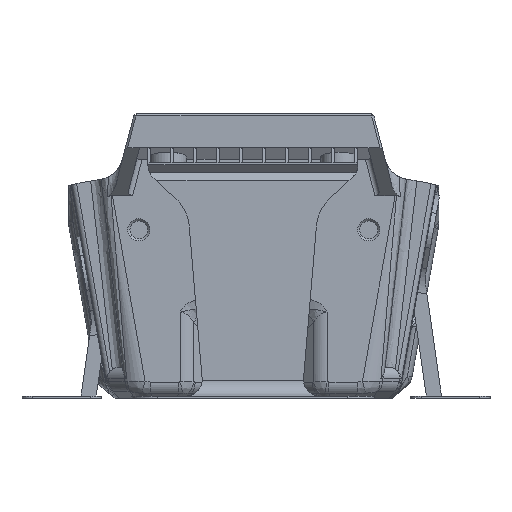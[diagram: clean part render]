
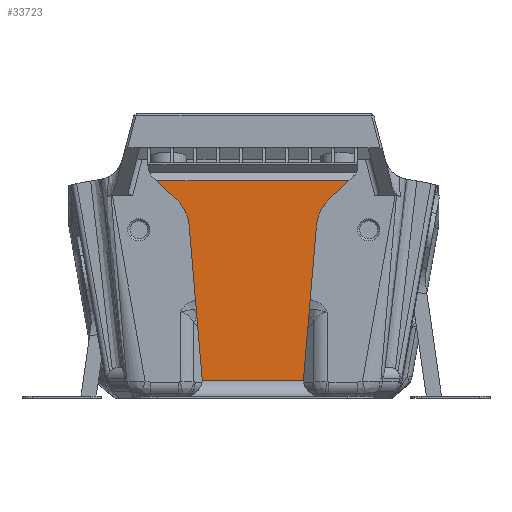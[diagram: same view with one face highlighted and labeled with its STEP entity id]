
A CAD part, front view. The second image highlights one B-rep face of the part: STEP entity #33723.
In plain terms, the highlighted planar face has unit normal (0, -1, 0).
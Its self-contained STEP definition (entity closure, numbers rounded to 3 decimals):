
#1700=LINE('',#51653,#4771);
#1702=LINE('',#51660,#4773);
#1703=LINE('',#51665,#4774);
#1704=LINE('',#51667,#4775);
#1705=LINE('',#51669,#4776);
#1706=LINE('',#51673,#4777);
#4771=VECTOR('',#39768,1000.);
#4773=VECTOR('',#39774,1000.);
#4774=VECTOR('',#39779,1000.);
#4775=VECTOR('',#39780,1000.);
#4776=VECTOR('',#39781,1000.);
#4777=VECTOR('',#39784,1000.);
#7608=PLANE('',#35965);
#10901=ORIENTED_EDGE('',*,*,#20550,.T.);
#10902=ORIENTED_EDGE('',*,*,#20551,.T.);
#10903=ORIENTED_EDGE('',*,*,#20552,.T.);
#10904=ORIENTED_EDGE('',*,*,#20548,.F.);
#10905=ORIENTED_EDGE('',*,*,#20553,.T.);
#10906=ORIENTED_EDGE('',*,*,#20554,.T.);
#10907=ORIENTED_EDGE('',*,*,#20555,.F.);
#10908=ORIENTED_EDGE('',*,*,#20556,.F.);
#10909=ORIENTED_EDGE('',*,*,#20557,.T.);
#10910=ORIENTED_EDGE('',*,*,#20558,.T.);
#20548=EDGE_CURVE('',#25490,#25491,#1700,.T.);
#20550=EDGE_CURVE('',#25492,#25493,#28450,.T.);
#20551=EDGE_CURVE('',#25493,#25494,#1702,.F.);
#20552=EDGE_CURVE('',#25494,#25491,#28451,.T.);
#20553=EDGE_CURVE('',#25490,#25495,#28452,.T.);
#20554=EDGE_CURVE('',#25495,#25496,#1703,.T.);
#20555=EDGE_CURVE('',#25497,#25496,#1704,.T.);
#20556=EDGE_CURVE('',#25498,#25497,#1705,.T.);
#20557=EDGE_CURVE('',#25498,#25499,#28453,.T.);
#20558=EDGE_CURVE('',#25499,#25492,#1706,.T.);
#25490=VERTEX_POINT('',#51652);
#25491=VERTEX_POINT('',#51654);
#25492=VERTEX_POINT('',#51658);
#25493=VERTEX_POINT('',#51659);
#25494=VERTEX_POINT('',#51661);
#25495=VERTEX_POINT('',#51664);
#25496=VERTEX_POINT('',#51666);
#25497=VERTEX_POINT('',#51668);
#25498=VERTEX_POINT('',#51670);
#25499=VERTEX_POINT('',#51672);
#28450=CIRCLE('',#35966,3.);
#28451=CIRCLE('',#35967,3.);
#28452=CIRCLE('',#35968,8.);
#28453=CIRCLE('',#35969,8.);
#29490=EDGE_LOOP('',(#10901,#10902,#10903,#10904,#10905,#10906,#10907,#10908,
#10909,#10910));
#31573=FACE_BOUND('',#29490,.T.);
#33723=ADVANCED_FACE('',(#31573),#7608,.F.);
#35965=AXIS2_PLACEMENT_3D('',#51656,#39770,#39771);
#35966=AXIS2_PLACEMENT_3D('',#51657,#39772,#39773);
#35967=AXIS2_PLACEMENT_3D('',#51662,#39775,#39776);
#35968=AXIS2_PLACEMENT_3D('',#51663,#39777,#39778);
#35969=AXIS2_PLACEMENT_3D('',#51671,#39782,#39783);
#39768=DIRECTION('',(-0.084,0.,-0.996));
#39770=DIRECTION('',(0.,1.,0.));
#39771=DIRECTION('',(0.,0.,1.));
#39772=DIRECTION('',(0.,1.,0.));
#39773=DIRECTION('',(0.,0.,1.));
#39774=DIRECTION('',(-1.,0.,0.));
#39775=DIRECTION('',(0.,1.,0.));
#39776=DIRECTION('',(0.,0.,1.));
#39777=DIRECTION('',(0.,1.,0.));
#39778=DIRECTION('',(0.,0.,1.));
#39779=DIRECTION('',(0.731,0.,0.682));
#39780=DIRECTION('',(1.,0.,0.));
#39781=DIRECTION('',(-0.731,0.,0.682));
#39782=DIRECTION('',(0.,1.,0.));
#39783=DIRECTION('',(0.,0.,1.));
#39784=DIRECTION('',(0.084,0.,-0.996));
#51652=CARTESIAN_POINT('',(11.856,-32.314,32.579));
#51653=CARTESIAN_POINT('',(36.482,-32.314,324.724));
#51654=CARTESIAN_POINT('',(9.418,-32.314,3.652));
#51656=CARTESIAN_POINT('',(0.,-32.314,327.8));
#51657=CARTESIAN_POINT('',(-12.767,-32.314,3.4));
#51658=CARTESIAN_POINT('',(-9.777,-32.314,3.652));
#51659=CARTESIAN_POINT('',(-9.767,-32.314,3.4));
#51660=CARTESIAN_POINT('',(9.143,-32.314,3.4));
#51661=CARTESIAN_POINT('',(9.407,-32.314,3.4));
#51662=CARTESIAN_POINT('',(12.407,-32.314,3.4));
#51663=CARTESIAN_POINT('',(19.828,-32.314,31.907));
#51664=CARTESIAN_POINT('',(14.372,-32.314,37.757));
#51665=CARTESIAN_POINT('',(16.736,-32.314,39.963));
#51666=CARTESIAN_POINT('',(17.982,-32.314,41.124));
#51667=CARTESIAN_POINT('',(-65.369,-32.314,41.124));
#51668=CARTESIAN_POINT('',(-18.341,-32.314,41.124));
#51669=CARTESIAN_POINT('',(-17.096,-32.314,39.963));
#51670=CARTESIAN_POINT('',(-14.731,-32.314,37.757));
#51671=CARTESIAN_POINT('',(-20.187,-32.314,31.907));
#51672=CARTESIAN_POINT('',(-12.216,-32.314,32.579));
#51673=CARTESIAN_POINT('',(-36.839,-32.314,324.694));
